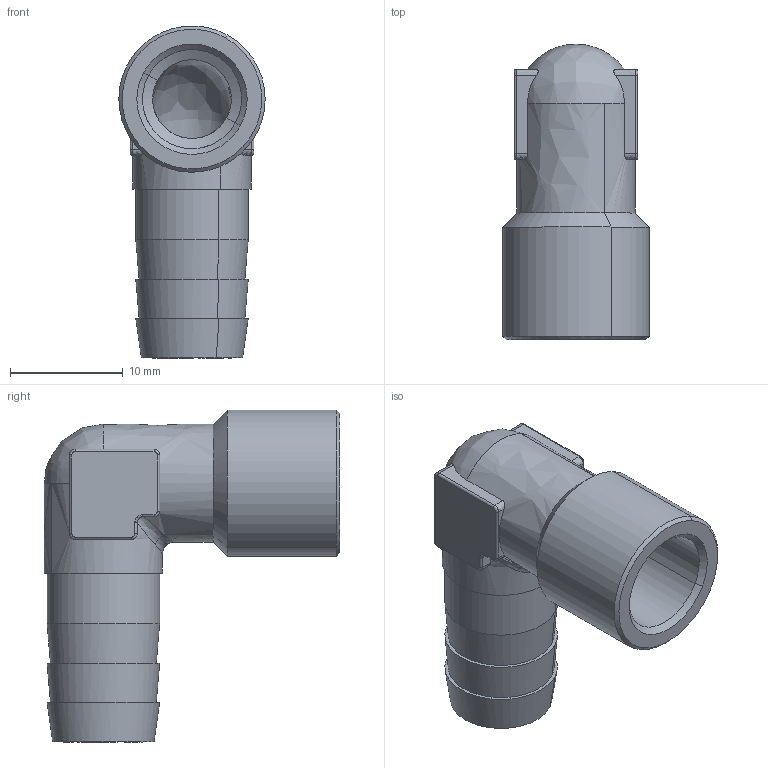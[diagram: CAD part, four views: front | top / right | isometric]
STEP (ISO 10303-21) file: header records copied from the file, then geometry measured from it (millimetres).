
FILE_DESCRIPTION(( 'RA.30B09.18.stp' ), '1');
FILE_NAME( 'RA.30B09.18.stp', '2018-11-09T15:47:55',( 'Sopra'),('sopra-pneumatic.com'), 'SwSTEP 2.0','SolidWorks 2009','' );
FILE_SCHEMA (('CONFIG_CONTROL_DESIGN'));
Length unit declared in the file: millimetre
Products named in the file (1): Document
Bounding box: 13 x 26.25 x 29.5 mm (x, y, z)
Surface area: 2644.9 mm2 (no closed solid volume)
Topology: 0 solids, 91 shells, 91 faces, 434 edges, 433 vertices
Faces by surface type: bspline 72, plane 19
Entity records: 6351 total; most frequent: CARTESIAN_POINT 4206, ORIENTED_EDGE 434, EDGE_CURVE 434, VERTEX_POINT 434, B_SPLINE_CURVE_WITH_KNOTS 228, EDGE_LOOP 96, SHELL_BASED_SURFACE_MODEL 91, OPEN_SHELL 91
